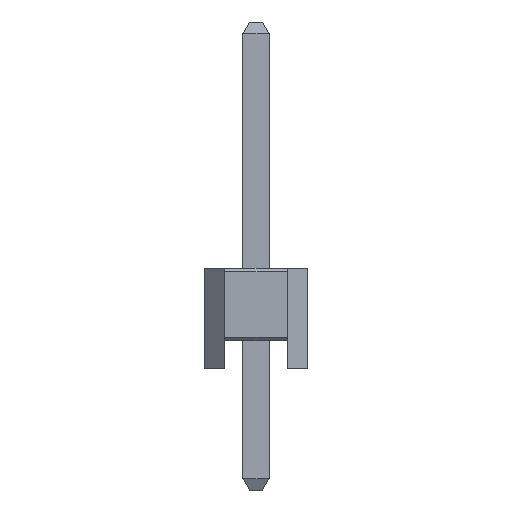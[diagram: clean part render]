
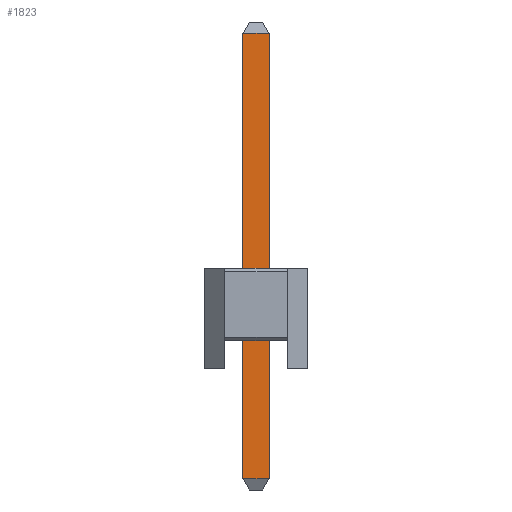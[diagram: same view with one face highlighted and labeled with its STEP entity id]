
A CAD part, left-side view. The second image highlights one B-rep face of the part: STEP entity #1823.
In plain terms, the highlighted planar face has unit normal (-1, 0, 0).
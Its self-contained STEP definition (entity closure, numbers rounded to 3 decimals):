
#1823=ADVANCED_FACE('',(#4369),#4371,.T.);
#4369=FACE_BOUND('',#4370,.T.);
#4370=EDGE_LOOP('',(#6198,#6199,#6200,#6201));
#4371=PLANE('',#4372);
#4372=AXIS2_PLACEMENT_3D('',#4373,#4374,#4375);
#4373=CARTESIAN_POINT('',(-0.325,0.325,-3.));
#4374=DIRECTION('',(-1.,0.,0.));
#4375=DIRECTION('',(0.,-1.,0.));
#6198=ORIENTED_EDGE('',*,*,#7184,.F.);
#6199=ORIENTED_EDGE('',*,*,#7183,.F.);
#6200=ORIENTED_EDGE('',*,*,#7185,.T.);
#6201=ORIENTED_EDGE('',*,*,#7186,.T.);
#7183=EDGE_CURVE('',#8135,#8131,#8137,.T.);
#7184=EDGE_CURVE('',#8131,#8138,#8139,.T.);
#7185=EDGE_CURVE('',#8135,#8140,#8141,.T.);
#7186=EDGE_CURVE('',#8140,#8138,#8142,.T.);
#8131=VERTEX_POINT('',#10093);
#8135=VERTEX_POINT('',#10101);
#8137=LINE('',#10105,#10106);
#8138=VERTEX_POINT('',#10108);
#8139=LINE('',#10109,#10110);
#8140=VERTEX_POINT('',#10112);
#8141=LINE('',#10113,#10114);
#8142=LINE('',#10116,#10117);
#10093=CARTESIAN_POINT('',(-0.325,0.325,8.319));
#10101=CARTESIAN_POINT('',(-0.325,0.325,-2.719));
#10105=CARTESIAN_POINT('',(-0.325,0.325,-2.719));
#10106=VECTOR('',#10107,1.);
#10107=DIRECTION('',(0.,0.,1.));
#10108=CARTESIAN_POINT('',(-0.325,-0.325,8.319));
#10109=CARTESIAN_POINT('',(-0.325,0.325,8.319));
#10110=VECTOR('',#10111,1.);
#10111=DIRECTION('',(0.,-1.,0.));
#10112=CARTESIAN_POINT('',(-0.325,-0.325,-2.719));
#10113=CARTESIAN_POINT('',(-0.325,0.325,-2.719));
#10114=VECTOR('',#10115,1.);
#10115=DIRECTION('',(0.,-1.,0.));
#10116=CARTESIAN_POINT('',(-0.325,-0.325,-2.719));
#10117=VECTOR('',#10118,1.);
#10118=DIRECTION('',(0.,0.,1.));
